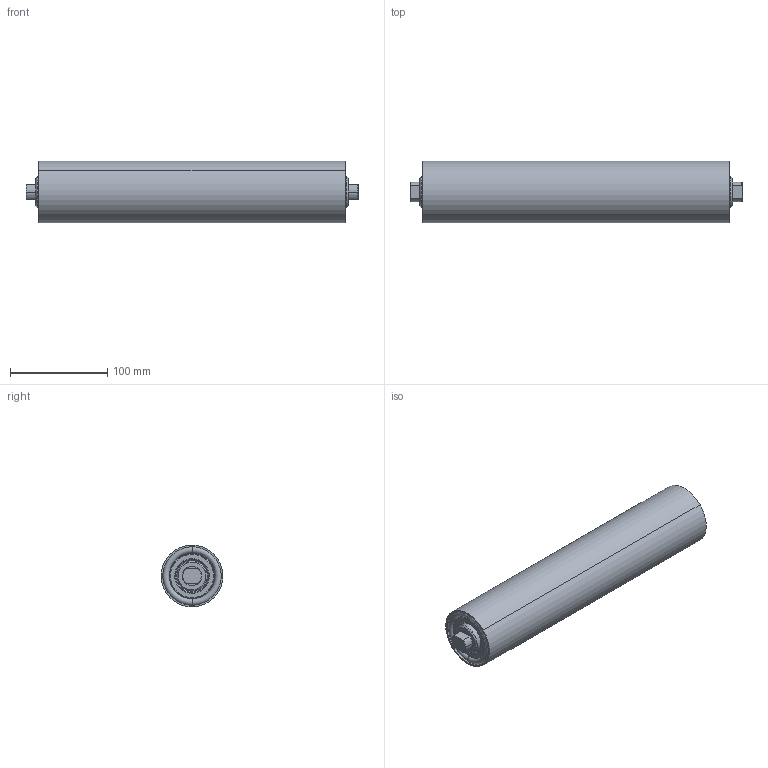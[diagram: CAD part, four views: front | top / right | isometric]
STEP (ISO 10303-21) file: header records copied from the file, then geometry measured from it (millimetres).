
FILE_DESCRIPTION (( 'STEP AP214' ), '1' );
FILE_NAME ('0025878_TRST-63,5x1,8-STL-A20-SW15x10-RL=315_(A-03).step', '2018-12-13T17:38:57', ( '' ), ( '' ), 'SwSTEP 2.0', 'SolidWorks 2018', '' );
FILE_SCHEMA (( 'AUTOMOTIVE_DESIGN' ));
Length unit declared in the file: millimetre
Products named in the file (1): 0025878_TRST-63,5x1,8-STL-A20-SW15x10-RL=315_(A-03)
Bounding box: 341 x 63.3 x 63.3 mm (x, y, z)
Volume: 307341.8 mm3; surface area: 255146.2 mm2
Topology: 18 solids, 18 shells, 486 faces, 1064 edges, 668 vertices
Faces by surface type: cylinder 220, torus 116, plane 102, cone 38, sphere 10
Entity records: 19419 total; most frequent: DIRECTION 2744, CARTESIAN_POINT 2595, ORIENTED_EDGE 2096, AXIS2_PLACEMENT_3D 1231, EDGE_CURVE 1048, CIRCLE 746, VERTEX_POINT 660, EDGE_LOOP 582
